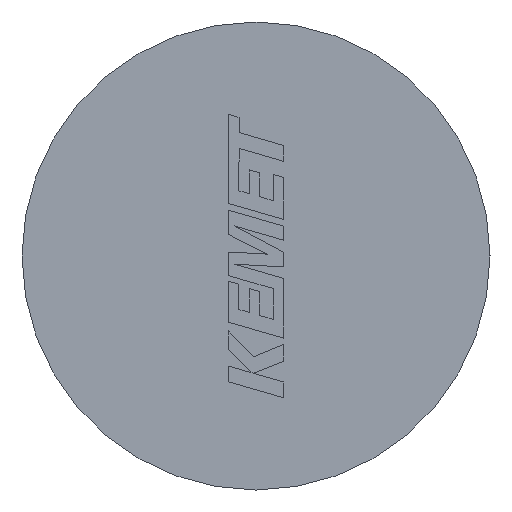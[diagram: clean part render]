
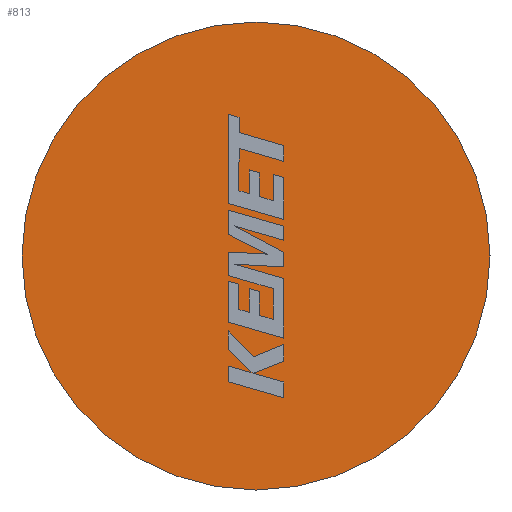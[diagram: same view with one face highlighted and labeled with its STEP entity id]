
A CAD part, left-side view. The second image highlights one B-rep face of the part: STEP entity #813.
In plain terms, the highlighted planar face has unit normal (-1, 0, 0).
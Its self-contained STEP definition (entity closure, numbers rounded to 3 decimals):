
#99 = VERTEX_POINT ( 'NONE', #133 ) ;
#133 = CARTESIAN_POINT ( 'NONE',  ( 0., 0., -2.75 ) ) ;
#237 = EDGE_CURVE ( 'NONE', #531, #99, #1133, .T. ) ;
#255 = CARTESIAN_POINT ( 'NONE',  ( 0., 0., 0. ) ) ;
#272 = FACE_OUTER_BOUND ( 'NONE', #392, .T. ) ;
#351 = ORIENTED_EDGE ( 'NONE', *, *, #2513, .F. ) ;
#392 = EDGE_LOOP ( 'NONE', ( #1825, #351 ) ) ;
#463 = CARTESIAN_POINT ( 'NONE',  ( 0., 0., 0. ) ) ;
#530 = AXIS2_PLACEMENT_3D ( 'NONE', #2035, #1010, #765 ) ;
#531 = VERTEX_POINT ( 'NONE', #2466 ) ;
#765 = DIRECTION ( 'NONE',  ( 0., 0., -1. ) ) ;
#813 = ADVANCED_FACE ( 'NONE', ( #272 ), #3067, .F. ) ;
#1010 = DIRECTION ( 'NONE',  ( 1., 0., 0. ) ) ;
#1133 = CIRCLE ( 'NONE', #1276, 2.75 ) ;
#1276 = AXIS2_PLACEMENT_3D ( 'NONE', #463, #2014, #3286 ) ;
#1512 = DIRECTION ( 'NONE',  ( 1., 0., 0. ) ) ;
#1693 = CIRCLE ( 'NONE', #1713, 2.75 ) ;
#1713 = AXIS2_PLACEMENT_3D ( 'NONE', #255, #1512, #3066 ) ;
#1825 = ORIENTED_EDGE ( 'NONE', *, *, #237, .F. ) ;
#2014 = DIRECTION ( 'NONE',  ( 1., 0., 0. ) ) ;
#2035 = CARTESIAN_POINT ( 'NONE',  ( 0., 0., 0. ) ) ;
#2466 = CARTESIAN_POINT ( 'NONE',  ( 0., 0., 2.75 ) ) ;
#2513 = EDGE_CURVE ( 'NONE', #99, #531, #1693, .T. ) ;
#3066 = DIRECTION ( 'NONE',  ( 0., 0., -1. ) ) ;
#3067 = PLANE ( 'NONE',  #530 ) ;
#3286 = DIRECTION ( 'NONE',  ( 0., 0., -1. ) ) ;
